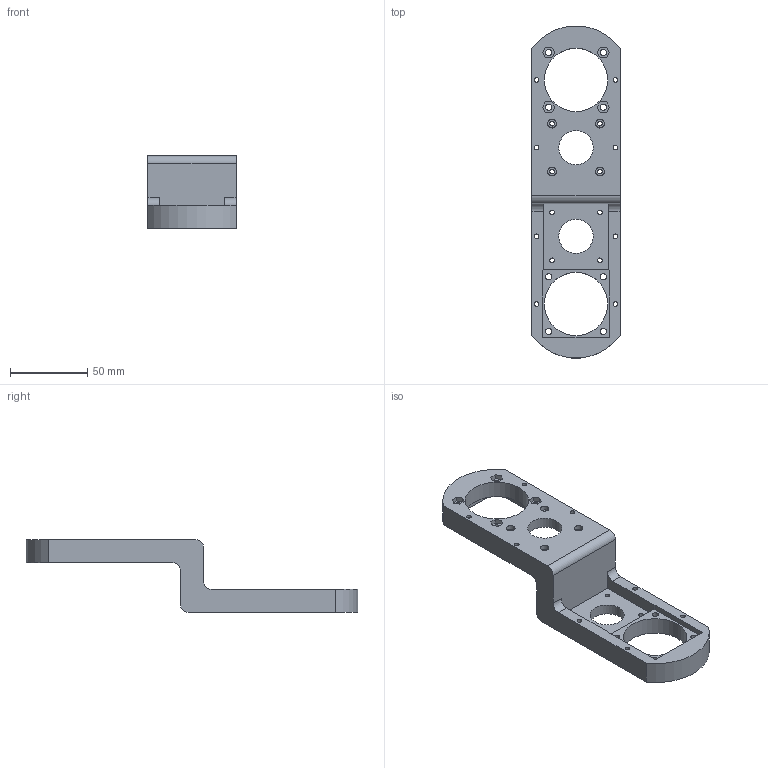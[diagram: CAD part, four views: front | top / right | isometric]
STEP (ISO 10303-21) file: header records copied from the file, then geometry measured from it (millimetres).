
FILE_DESCRIPTION(/* description */ (''),/* implementation_level */ '2;1');
FILE_NAME(/* name */ '',/* time_stamp */ '2023-09-24T10:27:44+08:00',/* author */ (''),/* organization */ (''),/* preprocessor_version */ 'ST-DEVELOPER v20',/* originating_system */ 'Autodesk Translation Framework v12.9.0.99',/* authorisation */ '');
FILE_SCHEMA (('AUTOMOTIVE_DESIGN { 1 0 10303 214 3 1 1 }'));
Length unit declared in the file: millimetre
Products named in the file (1): 连杆2 第二版
Bounding box: 57 x 214.67 x 47 mm (x, y, z)
Volume: 121809.2 mm3; surface area: 38673.7 mm2
Topology: 1 solids, 1 shells, 136 faces, 350 edges, 232 vertices
Faces by surface type: plane 92, cylinder 44
Full cylindrical faces by diameter (mm): 3 x16, 4 x8, 5.6 x8, 22.2 x2, 41 x2
Entity records: 4275 total; most frequent: CARTESIAN_POINT 719, DIRECTION 712, ORIENTED_EDGE 700, EDGE_CURVE 350, LINE 262, VECTOR 262, VERTEX_POINT 232, AXIS2_PLACEMENT_3D 225
